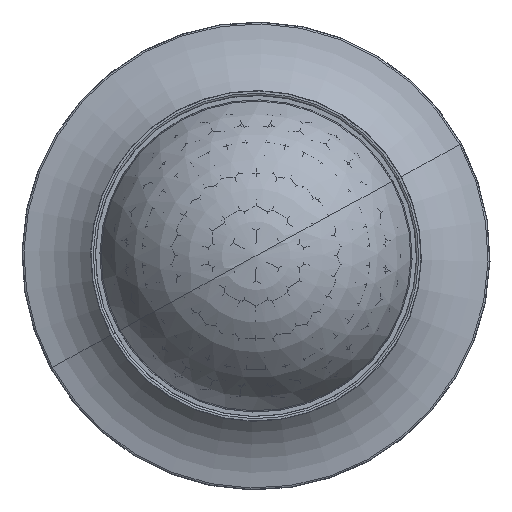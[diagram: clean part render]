
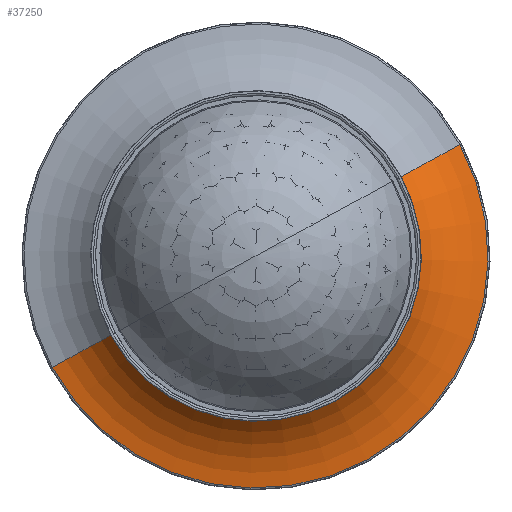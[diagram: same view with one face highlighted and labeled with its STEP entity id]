
A CAD part, top view. The second image highlights one B-rep face of the part: STEP entity #37250.
In plain terms, the highlighted toroidal (fillet/blend) face has major radius 55.8 mm and minor radius 23 mm.
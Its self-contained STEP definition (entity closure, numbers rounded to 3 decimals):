
#37191=AXIS2_PLACEMENT_3D('Circle Axis2P3D',#37189,#37190,$) ;
#37223=AXIS2_PLACEMENT_3D('Torus Axis2P3D',#37220,#37221,#37222) ;
#37227=AXIS2_PLACEMENT_3D('Circle Axis2P3D',#37225,#37226,$) ;
#37236=AXIS2_PLACEMENT_3D('Circle Axis2P3D',#37234,#37235,$) ;
#37241=AXIS2_PLACEMENT_3D('Circle Axis2P3D',#37239,#37240,$) ;
#37186=CARTESIAN_POINT('Vertex',(46.966,25.658,15.214)) ;
#37189=CARTESIAN_POINT('Axis2P3D Location',(0.,0.,15.214)) ;
#37193=CARTESIAN_POINT('Vertex',(-46.966,-25.658,15.214)) ;
#37220=CARTESIAN_POINT('Axis2P3D Location',(0.,0.,38.1)) ;
#37225=CARTESIAN_POINT('Axis2P3D Location',(0.,0.,23.364)) ;
#37229=CARTESIAN_POINT('Vertex',(-33.472,-18.286,23.364)) ;
#37231=CARTESIAN_POINT('Vertex',(33.472,18.286,23.364)) ;
#37234=CARTESIAN_POINT('Axis2P3D Location',(-48.969,-26.752,38.1)) ;
#37239=CARTESIAN_POINT('Axis2P3D Location',(48.969,26.752,38.1)) ;
#37190=DIRECTION('Axis2P3D Direction',(0.,0.,1.)) ;
#37221=DIRECTION('Axis2P3D Direction',(0.,0.,1.)) ;
#37222=DIRECTION('Axis2P3D XDirection',(-0.878,-0.479,0.)) ;
#37226=DIRECTION('Axis2P3D Direction',(0.,0.,1.)) ;
#37235=DIRECTION('Axis2P3D Direction',(-0.479,0.878,0.)) ;
#37240=DIRECTION('Axis2P3D Direction',(0.479,-0.878,0.)) ;
#37245=ORIENTED_EDGE('',*,*,#37233,.F.) ;
#37246=ORIENTED_EDGE('',*,*,#37238,.F.) ;
#37247=ORIENTED_EDGE('',*,*,#37195,.T.) ;
#37248=ORIENTED_EDGE('',*,*,#37243,.T.) ;
#37250=ADVANCED_FACE('AS00157000_C-SERIE_08_24_COVER-24.1\\PartBody',(#37249),#37224,.F.) ;
#37192=CIRCLE('generated circle',#37191,53.517) ;
#37228=CIRCLE('generated circle',#37227,38.141) ;
#37237=CIRCLE('generated circle',#37236,23.) ;
#37242=CIRCLE('generated circle',#37241,23.) ;
#37224=TOROIDAL_SURFACE('homeo Torus',#37223,55.8,23.) ;
#37195=EDGE_CURVE('',#37194,#37187,#37192,.T.) ;
#37233=EDGE_CURVE('',#37230,#37232,#37228,.T.) ;
#37238=EDGE_CURVE('',#37194,#37230,#37237,.F.) ;
#37243=EDGE_CURVE('',#37187,#37232,#37242,.F.) ;
#37244=EDGE_LOOP('',(#37245,#37246,#37247,#37248)) ;
#37249=FACE_OUTER_BOUND('',#37244,.T.) ;
#37187=VERTEX_POINT('',#37186) ;
#37194=VERTEX_POINT('',#37193) ;
#37230=VERTEX_POINT('',#37229) ;
#37232=VERTEX_POINT('',#37231) ;
